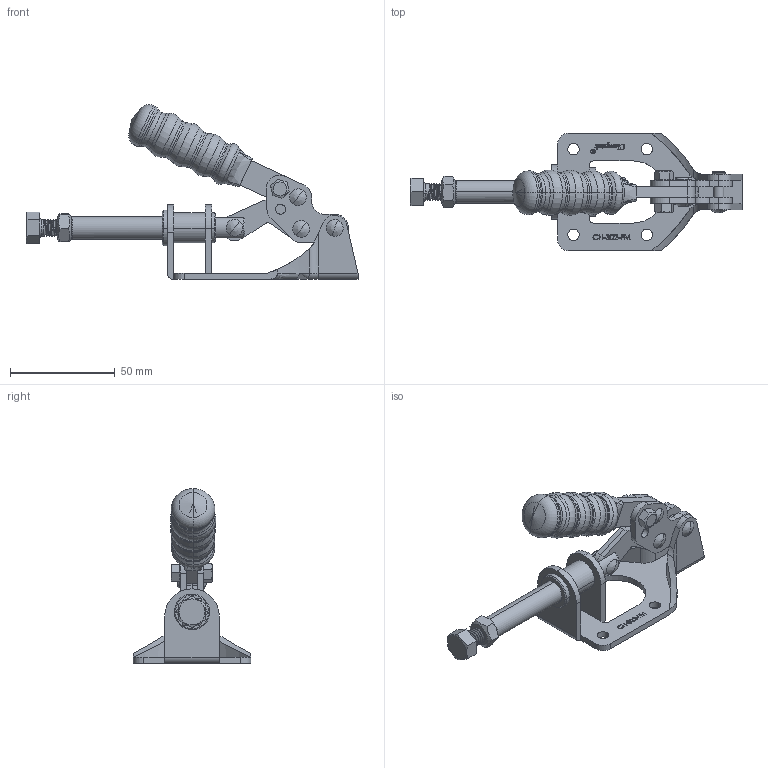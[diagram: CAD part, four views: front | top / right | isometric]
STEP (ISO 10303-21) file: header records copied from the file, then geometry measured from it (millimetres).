
FILE_DESCRIPTION (( 'STEP AP203' ), '1' );
FILE_NAME ('CH-302-FM.STEP', '2010-06-07T01:21:52', ( '微软用户' ), ( '微软中国' ), 'SwSTEP 2.0', 'SolidWorks 2008', '' );
FILE_SCHEMA (( 'CONFIG_CONTROL_DESIGN' ));
Products named in the file (14): CH-302-FM-04 CONNECTING-PLATE_默认; CH-302-FM-09_默认; M5 Nut_默认; M8 Nut_默认; CH-302-FM; CH-302-FM-01 BASE_默认; CH-302-FM-02 CREST STALK_默认; CH-302-FM-03 HANDLE_默认; CH-302-FM-06_默认; CH-302-F-07_默认; CH-SA-052008 SPINDLE SUPPLIED_默认; CH-SA-085012 SPINDLE SUPPLIED_默认; CH-302-FM-05 LEAD SET_默认; CH-302-FM-08_默认
Assembly tree (17 placements, depth 2):
  CH-302-FM
    M5 Nut_默认
    CH-302-FM-09_默认
    CH-302-FM-04 CONNECTING-PLATE_默认  x2
    CH-302-FM-01 BASE_默认
    CH-302-FM-06_默认  x2
    CH-302-FM-03 HANDLE_默认
    CH-302-FM-08_默认  x3
    CH-302-FM-02 CREST STALK_默认
    CH-SA-052008 SPINDLE SUPPLIED_默认
    CH-SA-085012 SPINDLE SUPPLIED_默认
    M8 Nut_默认
    CH-302-FM-05 LEAD SET_默认
    CH-302-F-07_默认
Bounding box: 158.43 x 56 x 83.46 mm (x, y, z)
Volume: 52726 mm3; surface area: 40952.4 mm2
Topology: 17 solids, 17 shells, 909 faces, 2424 edges, 1566 vertices
Faces by surface type: cylinder 318, plane 276, bspline 194, cone 61, torus 60
Entity records: 43378 total; most frequent: CARTESIAN_POINT 23030, ORIENTED_EDGE 4476, DIRECTION 3112, EDGE_CURVE 2238, VERTEX_POINT 1460, LINE 1060, VECTOR 1060, AXIS2_PLACEMENT_3D 1026
